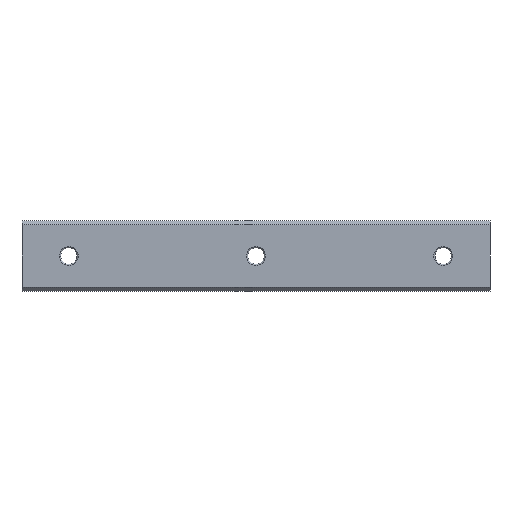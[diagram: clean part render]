
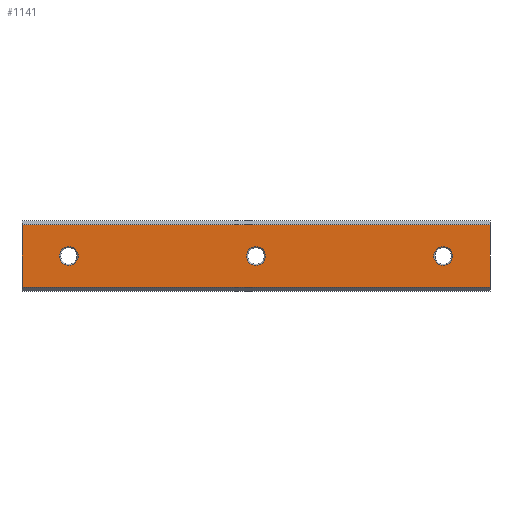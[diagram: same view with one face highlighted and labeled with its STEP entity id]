
A CAD part, front view. The second image highlights one B-rep face of the part: STEP entity #1141.
In plain terms, the highlighted planar face has unit normal (0, -1, 0).
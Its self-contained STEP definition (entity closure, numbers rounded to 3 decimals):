
#2 = DIRECTION ( 'NONE',  ( 0., 0., -1. ) ) ;
#10 = CARTESIAN_POINT ( 'NONE',  ( -10., 0., 0. ) ) ;
#11 = DIRECTION ( 'NONE',  ( 0., 1., 0. ) ) ;
#12 = DIRECTION ( 'NONE',  ( 0., 0., 1. ) ) ;
#43 = VERTEX_POINT ( 'NONE', #1297 ) ;
#44 = VERTEX_POINT ( 'NONE', #1298 ) ;
#78 = EDGE_CURVE ( 'NONE', #1347, #1348, #513, .T. ) ;
#79 = AXIS2_PLACEMENT_3D ( 'NONE', #1282, #1283, #1284 ) ;
#118 = EDGE_CURVE ( 'NONE', #44, #43, #378, .T. ) ;
#128 = EDGE_CURVE ( 'NONE', #1348, #1346, #556, .T. ) ;
#137 = AXIS2_PLACEMENT_3D ( 'NONE', #10, #11, #12 ) ;
#165 = AXIS2_PLACEMENT_3D ( 'NONE', #1469, #1475, #1476 ) ;
#170 = AXIS2_PLACEMENT_3D ( 'NONE', #1151, #1157, #1158 ) ;
#179 = AXIS2_PLACEMENT_3D ( 'NONE', #1366, #1377, #1378 ) ;
#185 = AXIS2_PLACEMENT_3D ( 'NONE', #1156, #1164, #1165 ) ;
#189 = EDGE_CURVE ( 'NONE', #1354, #1489, #540, .T. ) ;
#193 = EDGE_CURVE ( 'NONE', #1345, #1346, #373, .T. ) ;
#226 = EDGE_CURVE ( 'NONE', #1347, #1345, #812, .T. ) ;
#232 = AXIS2_PLACEMENT_3D ( 'NONE', #1327, #1328, #1329 ) ;
#269 = EDGE_CURVE ( 'NONE', #43, #44, #842, .T. ) ;
#276 = EDGE_CURVE ( 'NONE', #1485, #1486, #688, .T. ) ;
#281 = EDGE_CURVE ( 'NONE', #1489, #1354, #848, .T. ) ;
#296 = EDGE_CURVE ( 'NONE', #1486, #1485, #860, .T. ) ;
#344 = EDGE_LOOP ( 'NONE', ( #497, #699 ) ) ;
#363 = EDGE_LOOP ( 'NONE', ( #500, #501 ) ) ;
#373 = LINE ( 'NONE', #1332, #539 ) ;
#378 = CIRCLE ( 'NONE', #137, 2. ) ;
#484 = ORIENTED_EDGE ( 'NONE', *, *, #276, .T. ) ;
#497 = ORIENTED_EDGE ( 'NONE', *, *, #189, .T. ) ;
#499 = ORIENTED_EDGE ( 'NONE', *, *, #78, .T. ) ;
#500 = ORIENTED_EDGE ( 'NONE', *, *, #118, .T. ) ;
#501 = ORIENTED_EDGE ( 'NONE', *, *, #269, .T. ) ;
#502 = ORIENTED_EDGE ( 'NONE', *, *, #128, .T. ) ;
#504 = ORIENTED_EDGE ( 'NONE', *, *, #193, .F. ) ;
#513 = LINE ( 'NONE', #1316, #611 ) ;
#539 = VECTOR ( 'NONE', #1339, 1000. ) ;
#540 = CIRCLE ( 'NONE', #232, 2. ) ;
#553 = VECTOR ( 'NONE', #1233, 1000. ) ;
#556 = LINE ( 'NONE', #1232, #553 ) ;
#582 = FACE_BOUND ( 'NONE', #344, .T. ) ;
#611 = VECTOR ( 'NONE', #2, 1000. ) ;
#663 = FACE_BOUND ( 'NONE', #363, .T. ) ;
#688 = CIRCLE ( 'NONE', #170, 2. ) ;
#691 = FACE_OUTER_BOUND ( 'NONE', #779, .T. ) ;
#699 = ORIENTED_EDGE ( 'NONE', *, *, #281, .T. ) ;
#721 = ORIENTED_EDGE ( 'NONE', *, *, #226, .F. ) ;
#745 = EDGE_LOOP ( 'NONE', ( #923, #484 ) ) ;
#779 = EDGE_LOOP ( 'NONE', ( #504, #721, #499, #502 ) ) ;
#812 = LINE ( 'NONE', #1421, #813 ) ;
#813 = VECTOR ( 'NONE', #1422, 1000. ) ;
#842 = CIRCLE ( 'NONE', #165, 2. ) ;
#848 = CIRCLE ( 'NONE', #185, 2. ) ;
#860 = CIRCLE ( 'NONE', #179, 2. ) ;
#923 = ORIENTED_EDGE ( 'NONE', *, *, #296, .T. ) ;
#924 = FACE_BOUND ( 'NONE', #745, .T. ) ;
#1141 = ADVANCED_FACE ( 'NONE', ( #582, #691, #663, #924 ), #1279, .T. ) ;
#1151 = CARTESIAN_POINT ( 'NONE',  ( -90., 0., 0. ) ) ;
#1156 = CARTESIAN_POINT ( 'NONE',  ( -50., 0., 0. ) ) ;
#1157 = DIRECTION ( 'NONE',  ( 0., 1., 0. ) ) ;
#1158 = DIRECTION ( 'NONE',  ( 0., 0., 1. ) ) ;
#1164 = DIRECTION ( 'NONE',  ( 0., 1., 0. ) ) ;
#1165 = DIRECTION ( 'NONE',  ( 0., 0., 1. ) ) ;
#1232 = CARTESIAN_POINT ( 'NONE',  ( -100., 0., -6.7 ) ) ;
#1233 = DIRECTION ( 'NONE',  ( 1., 0., 0. ) ) ;
#1279 = PLANE ( 'NONE',  #79 ) ;
#1282 = CARTESIAN_POINT ( 'NONE',  ( -100., 0., -6.7 ) ) ;
#1283 = DIRECTION ( 'NONE',  ( 0., -1., 0. ) ) ;
#1284 = DIRECTION ( 'NONE',  ( 0., 0., -1. ) ) ;
#1297 = CARTESIAN_POINT ( 'NONE',  ( -10., 0., 2. ) ) ;
#1298 = CARTESIAN_POINT ( 'NONE',  ( -10., 0., -2. ) ) ;
#1316 = CARTESIAN_POINT ( 'NONE',  ( -100., 0., -6.7 ) ) ;
#1327 = CARTESIAN_POINT ( 'NONE',  ( -50., 0., 0. ) ) ;
#1328 = DIRECTION ( 'NONE',  ( 0., 1., 0. ) ) ;
#1329 = DIRECTION ( 'NONE',  ( 0., 0., 1. ) ) ;
#1332 = CARTESIAN_POINT ( 'NONE',  ( 0., 0., -6.7 ) ) ;
#1339 = DIRECTION ( 'NONE',  ( 0., 0., -1. ) ) ;
#1345 = VERTEX_POINT ( 'NONE', #1529 ) ;
#1346 = VERTEX_POINT ( 'NONE', #1524 ) ;
#1347 = VERTEX_POINT ( 'NONE', #1530 ) ;
#1348 = VERTEX_POINT ( 'NONE', #1531 ) ;
#1354 = VERTEX_POINT ( 'NONE', #1537 ) ;
#1366 = CARTESIAN_POINT ( 'NONE',  ( -90., 0., 0. ) ) ;
#1377 = DIRECTION ( 'NONE',  ( 0., 1., 0. ) ) ;
#1378 = DIRECTION ( 'NONE',  ( 0., 0., 1. ) ) ;
#1421 = CARTESIAN_POINT ( 'NONE',  ( -100., 0., 6.7 ) ) ;
#1422 = DIRECTION ( 'NONE',  ( 1., 0., 0. ) ) ;
#1469 = CARTESIAN_POINT ( 'NONE',  ( -10., 0., 0. ) ) ;
#1475 = DIRECTION ( 'NONE',  ( 0., 1., 0. ) ) ;
#1476 = DIRECTION ( 'NONE',  ( 0., 0., 1. ) ) ;
#1485 = VERTEX_POINT ( 'NONE', #1556 ) ;
#1486 = VERTEX_POINT ( 'NONE', #1557 ) ;
#1489 = VERTEX_POINT ( 'NONE', #1560 ) ;
#1524 = CARTESIAN_POINT ( 'NONE',  ( 0., 0., -6.7 ) ) ;
#1529 = CARTESIAN_POINT ( 'NONE',  ( 0., 0., 6.7 ) ) ;
#1530 = CARTESIAN_POINT ( 'NONE',  ( -100., 0., 6.7 ) ) ;
#1531 = CARTESIAN_POINT ( 'NONE',  ( -100., 0., -6.7 ) ) ;
#1537 = CARTESIAN_POINT ( 'NONE',  ( -50., 0., -2. ) ) ;
#1556 = CARTESIAN_POINT ( 'NONE',  ( -90., 0., 2. ) ) ;
#1557 = CARTESIAN_POINT ( 'NONE',  ( -90., 0., -2. ) ) ;
#1560 = CARTESIAN_POINT ( 'NONE',  ( -50., 0., 2. ) ) ;
